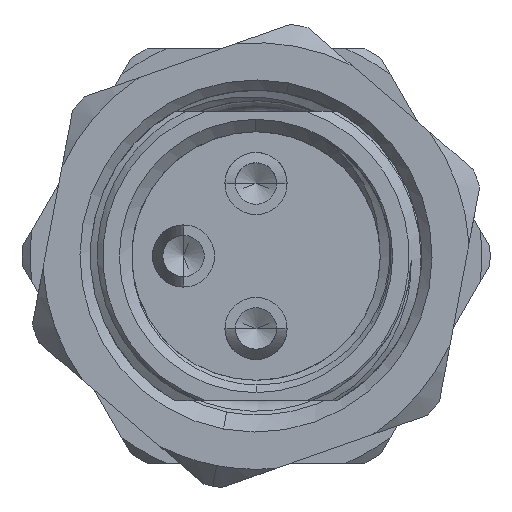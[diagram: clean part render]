
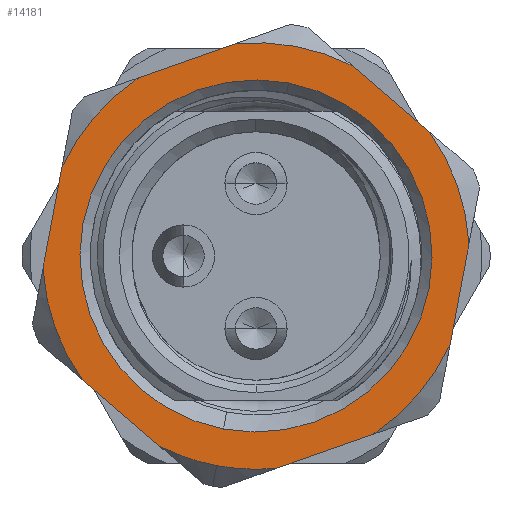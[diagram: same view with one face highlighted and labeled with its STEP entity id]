
A CAD part, left-side view. The second image highlights one B-rep face of the part: STEP entity #14181.
In plain terms, the highlighted planar face has unit normal (-1, 0, 0).
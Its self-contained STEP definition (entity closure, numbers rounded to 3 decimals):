
#52 = EDGE_LOOP ( 'NONE', ( #13523, #4103, #29688, #15107, #15633, #15553, #13212, #488, #26193, #14048, #15981, #2556, #20631 ) ) ;
#488 = ORIENTED_EDGE ( 'NONE', *, *, #11346, .F. ) ;
#1181 = CARTESIAN_POINT ( 'NONE',  ( -1., 0., 0. ) ) ;
#1345 = DIRECTION ( 'NONE',  ( 0., 0., -1. ) ) ;
#1401 = DIRECTION ( 'NONE',  ( 0., -0.866, 0.5 ) ) ;
#1505 = DIRECTION ( 'NONE',  ( -1., 0., 0. ) ) ;
#1555 = EDGE_CURVE ( 'NONE', #32197, #19141, #7090, .T. ) ;
#1675 = DIRECTION ( 'NONE',  ( 0., 0., -1. ) ) ;
#1716 = CARTESIAN_POINT ( 'NONE',  ( -1., 0., 0. ) ) ;
#1965 = EDGE_CURVE ( 'NONE', #7830, #19830, #7024, .T. ) ;
#2294 = DIRECTION ( 'NONE',  ( 0., 0., -1. ) ) ;
#2556 = ORIENTED_EDGE ( 'NONE', *, *, #27169, .F. ) ;
#2596 = VERTEX_POINT ( 'NONE', #24242 ) ;
#3233 = VERTEX_POINT ( 'NONE', #14881 ) ;
#3513 = VERTEX_POINT ( 'NONE', #14355 ) ;
#3630 = CARTESIAN_POINT ( 'NONE',  ( -1., 0., 4.25 ) ) ;
#4103 = ORIENTED_EDGE ( 'NONE', *, *, #25958, .T. ) ;
#4155 = EDGE_CURVE ( 'NONE', #3233, #6837, #16236, .T. ) ;
#4226 = CARTESIAN_POINT ( 'NONE',  ( -1., 1.431, 4.947 ) ) ;
#4467 = CARTESIAN_POINT ( 'NONE',  ( -1., 0., 0. ) ) ;
#4509 = DIRECTION ( 'NONE',  ( 0., 0., -1. ) ) ;
#4643 = LINE ( 'NONE', #7127, #9646 ) ;
#4656 = LINE ( 'NONE', #24390, #22716 ) ;
#5329 = AXIS2_PLACEMENT_3D ( 'NONE', #7026, #24280, #14109 ) ;
#5986 = DIRECTION ( 'NONE',  ( 1., 0., 0. ) ) ;
#6093 = DIRECTION ( 'NONE',  ( 0., 0., -1. ) ) ;
#6560 = CIRCLE ( 'NONE', #17046, 5.15 ) ;
#6671 = DIRECTION ( 'NONE',  ( -1., 0., 0. ) ) ;
#6693 = DIRECTION ( 'NONE',  ( -1., 0., 0. ) ) ;
#6837 = VERTEX_POINT ( 'NONE', #3630 ) ;
#7024 = LINE ( 'NONE', #9497, #32290 ) ;
#7026 = CARTESIAN_POINT ( 'NONE',  ( -1., 0., 0. ) ) ;
#7090 = CIRCLE ( 'NONE', #25460, 5.15 ) ;
#7127 = CARTESIAN_POINT ( 'NONE',  ( -1., 0., 5.774 ) ) ;
#7460 = VECTOR ( 'NONE', #1401, 1000. ) ;
#7565 = AXIS2_PLACEMENT_3D ( 'NONE', #30659, #15400, #22951 ) ;
#7623 = VERTEX_POINT ( 'NONE', #31239 ) ;
#7739 = EDGE_CURVE ( 'NONE', #7830, #20900, #14799, .T. ) ;
#7830 = VERTEX_POINT ( 'NONE', #11970 ) ;
#8947 = PLANE ( 'NONE',  #26079 ) ;
#9000 = CARTESIAN_POINT ( 'NONE',  ( -1., 0., -5.774 ) ) ;
#9117 = DIRECTION ( 'NONE',  ( 0., -0.866, -0.5 ) ) ;
#9163 = DIRECTION ( 'NONE',  ( 0., 0.866, 0.5 ) ) ;
#9497 = CARTESIAN_POINT ( 'NONE',  ( -1., -5., -2.887 ) ) ;
#9646 = VECTOR ( 'NONE', #9117, 1000. ) ;
#9747 = EDGE_CURVE ( 'NONE', #11839, #30774, #6560, .T. ) ;
#10206 = CIRCLE ( 'NONE', #7565, 4.25 ) ;
#10461 = CIRCLE ( 'NONE', #27245, 5.15 ) ;
#11088 = FACE_OUTER_BOUND ( 'NONE', #52, .T. ) ;
#11134 = CARTESIAN_POINT ( 'NONE',  ( -1., 5., 1.234 ) ) ;
#11259 = FACE_BOUND ( 'NONE', #25033, .T. ) ;
#11346 = EDGE_CURVE ( 'NONE', #14506, #20900, #32213, .T. ) ;
#11495 = EDGE_CURVE ( 'NONE', #14506, #3513, #10461, .T. ) ;
#11735 = DIRECTION ( 'NONE',  ( -1., 0., 0. ) ) ;
#11799 = LINE ( 'NONE', #9000, #25871 ) ;
#11839 = VERTEX_POINT ( 'NONE', #18598 ) ;
#11970 = CARTESIAN_POINT ( 'NONE',  ( -1., -3.569, -3.713 ) ) ;
#12253 = DIRECTION ( 'NONE',  ( 0., 0., 1. ) ) ;
#12739 = AXIS2_PLACEMENT_3D ( 'NONE', #1181, #1505, #1345 ) ;
#12755 = DIRECTION ( 'NONE',  ( 0., 0., -1. ) ) ;
#12768 = EDGE_CURVE ( 'NONE', #27088, #17626, #15741, .T. ) ;
#12924 = CARTESIAN_POINT ( 'NONE',  ( -1., 0., 0. ) ) ;
#13108 = AXIS2_PLACEMENT_3D ( 'NONE', #27321, #25342, #6093 ) ;
#13212 = ORIENTED_EDGE ( 'NONE', *, *, #7739, .T. ) ;
#13313 = CARTESIAN_POINT ( 'NONE',  ( -1., -5., 1.234 ) ) ;
#13523 = ORIENTED_EDGE ( 'NONE', *, *, #16919, .F. ) ;
#13735 = CARTESIAN_POINT ( 'NONE',  ( -1., -5., -1.234 ) ) ;
#14048 = ORIENTED_EDGE ( 'NONE', *, *, #19941, .F. ) ;
#14109 = DIRECTION ( 'NONE',  ( 0., 0., -1. ) ) ;
#14181 = ADVANCED_FACE ( 'NONE', ( #11259, #11088 ), #8947, .F. ) ;
#14260 = DIRECTION ( 'NONE',  ( 0., 0., -1. ) ) ;
#14355 = CARTESIAN_POINT ( 'NONE',  ( -1., -3.569, 3.713 ) ) ;
#14506 = VERTEX_POINT ( 'NONE', #13313 ) ;
#14799 = CIRCLE ( 'NONE', #5329, 5.15 ) ;
#14881 = CARTESIAN_POINT ( 'NONE',  ( -1., 0., -4.25 ) ) ;
#14897 = DIRECTION ( 'NONE',  ( 0., 0., -1. ) ) ;
#15107 = ORIENTED_EDGE ( 'NONE', *, *, #9747, .T. ) ;
#15400 = DIRECTION ( 'NONE',  ( 1., 0., 0. ) ) ;
#15553 = ORIENTED_EDGE ( 'NONE', *, *, #1965, .F. ) ;
#15633 = ORIENTED_EDGE ( 'NONE', *, *, #23529, .T. ) ;
#15688 = DIRECTION ( 'NONE',  ( -1., 0., 0. ) ) ;
#15741 = CIRCLE ( 'NONE', #23618, 5.15 ) ;
#15864 = CIRCLE ( 'NONE', #12739, 5.15 ) ;
#15981 = ORIENTED_EDGE ( 'NONE', *, *, #12768, .T. ) ;
#16236 = CIRCLE ( 'NONE', #13108, 4.25 ) ;
#16383 = LINE ( 'NONE', #23770, #7460 ) ;
#16919 = EDGE_CURVE ( 'NONE', #2596, #19141, #4656, .T. ) ;
#17046 = AXIS2_PLACEMENT_3D ( 'NONE', #29362, #6693, #14260 ) ;
#17626 = VERTEX_POINT ( 'NONE', #4226 ) ;
#18362 = CARTESIAN_POINT ( 'NONE',  ( -1., -1.431, 4.947 ) ) ;
#18598 = CARTESIAN_POINT ( 'NONE',  ( -1., 1.431, -4.947 ) ) ;
#18969 = DIRECTION ( 'NONE',  ( 0., 0., -1. ) ) ;
#19060 = CIRCLE ( 'NONE', #25363, 5.15 ) ;
#19141 = VERTEX_POINT ( 'NONE', #11134 ) ;
#19830 = VERTEX_POINT ( 'NONE', #24703 ) ;
#19904 = VECTOR ( 'NONE', #2294, 1000. ) ;
#19941 = EDGE_CURVE ( 'NONE', #27088, #3513, #4643, .T. ) ;
#20112 = ORIENTED_EDGE ( 'NONE', *, *, #4155, .T. ) ;
#20553 = ORIENTED_EDGE ( 'NONE', *, *, #22745, .T. ) ;
#20631 = ORIENTED_EDGE ( 'NONE', *, *, #1555, .T. ) ;
#20900 = VERTEX_POINT ( 'NONE', #13735 ) ;
#21140 = CARTESIAN_POINT ( 'NONE',  ( -1., 3.569, 3.713 ) ) ;
#22716 = VECTOR ( 'NONE', #12253, 1000. ) ;
#22745 = EDGE_CURVE ( 'NONE', #6837, #3233, #10206, .T. ) ;
#22951 = DIRECTION ( 'NONE',  ( 0., 0., -1. ) ) ;
#23529 = EDGE_CURVE ( 'NONE', #30774, #19830, #19060, .T. ) ;
#23618 = AXIS2_PLACEMENT_3D ( 'NONE', #27691, #15688, #12755 ) ;
#23770 = CARTESIAN_POINT ( 'NONE',  ( -1., 5., 2.887 ) ) ;
#24242 = CARTESIAN_POINT ( 'NONE',  ( -1., 5., -1.234 ) ) ;
#24280 = DIRECTION ( 'NONE',  ( -1., 0., 0. ) ) ;
#24390 = CARTESIAN_POINT ( 'NONE',  ( -1., 5., -2.887 ) ) ;
#24481 = CARTESIAN_POINT ( 'NONE',  ( -1., -5., 2.887 ) ) ;
#24546 = EDGE_CURVE ( 'NONE', #11839, #7623, #11799, .T. ) ;
#24703 = CARTESIAN_POINT ( 'NONE',  ( -1., -1.431, -4.947 ) ) ;
#25033 = EDGE_LOOP ( 'NONE', ( #20553, #20112 ) ) ;
#25342 = DIRECTION ( 'NONE',  ( 1., 0., 0. ) ) ;
#25363 = AXIS2_PLACEMENT_3D ( 'NONE', #4467, #11735, #1675 ) ;
#25460 = AXIS2_PLACEMENT_3D ( 'NONE', #12924, #32310, #14897 ) ;
#25871 = VECTOR ( 'NONE', #9163, 1000. ) ;
#25958 = EDGE_CURVE ( 'NONE', #2596, #7623, #15864, .T. ) ;
#26079 = AXIS2_PLACEMENT_3D ( 'NONE', #28657, #5986, #18969 ) ;
#26193 = ORIENTED_EDGE ( 'NONE', *, *, #11495, .T. ) ;
#27088 = VERTEX_POINT ( 'NONE', #18362 ) ;
#27169 = EDGE_CURVE ( 'NONE', #32197, #17626, #16383, .T. ) ;
#27245 = AXIS2_PLACEMENT_3D ( 'NONE', #1716, #6671, #4509 ) ;
#27321 = CARTESIAN_POINT ( 'NONE',  ( -1., 0., 0. ) ) ;
#27691 = CARTESIAN_POINT ( 'NONE',  ( -1., 0., 0. ) ) ;
#28657 = CARTESIAN_POINT ( 'NONE',  ( -1., 0., 0. ) ) ;
#29362 = CARTESIAN_POINT ( 'NONE',  ( -1., 0., 0. ) ) ;
#29688 = ORIENTED_EDGE ( 'NONE', *, *, #24546, .F. ) ;
#30659 = CARTESIAN_POINT ( 'NONE',  ( -1., 0., 0. ) ) ;
#30774 = VERTEX_POINT ( 'NONE', #31181 ) ;
#31181 = CARTESIAN_POINT ( 'NONE',  ( -1., 0., -5.15 ) ) ;
#31239 = CARTESIAN_POINT ( 'NONE',  ( -1., 3.569, -3.713 ) ) ;
#31845 = DIRECTION ( 'NONE',  ( 0., 0.866, -0.5 ) ) ;
#32197 = VERTEX_POINT ( 'NONE', #21140 ) ;
#32213 = LINE ( 'NONE', #24481, #19904 ) ;
#32290 = VECTOR ( 'NONE', #31845, 1000. ) ;
#32310 = DIRECTION ( 'NONE',  ( -1., 0., 0. ) ) ;
